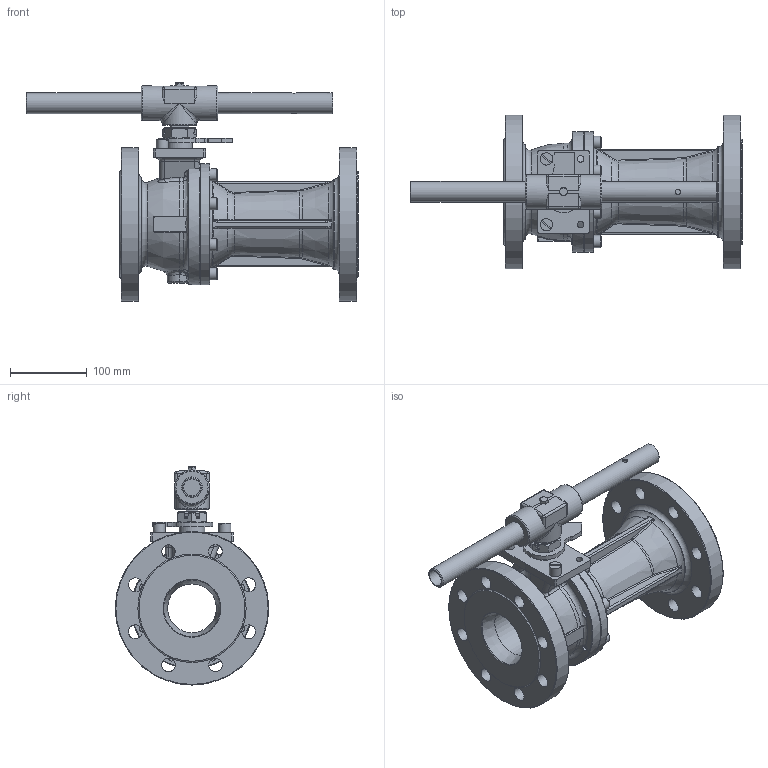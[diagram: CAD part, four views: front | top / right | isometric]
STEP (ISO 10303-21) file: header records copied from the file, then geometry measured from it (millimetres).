
FILE_DESCRIPTION((''),'2;1');
FILE_NAME('F54-30-D40.stp','2018-06-29T16:52:21',('10152264'),(''),'Autodesk Inventor 2012','Autodesk Inventor 2012','');
FILE_SCHEMA(('AUTOMOTIVE_DESIGN { 1 0 10303 214 1 1 1 1 }'));
Length unit declared in the file: inch
Products named in the file (1): F54-30-DN40_Shrinkwrap_1
Bounding box: 432.6 x 200 x 284.14 mm (x, y, z)
Volume: 3241052.9 mm3; surface area: 438568.6 mm2
Topology: 1 solids, 3 shells, 653 faces, 1625 edges, 1003 vertices
Faces by surface type: plane 256, cylinder 159, bspline 153, cone 45, torus 36, sphere 4
Full cylindrical faces by diameter (mm): 7 x2, 7.675 x1, 8.376 x12, 10 x8, 11.25 x8, 15.84 x1, 15.85 x1, 16 x8, 18 x16, 21.7 x2, 26.9 x2, 33.765 x1, 45 x2, 63.5 x1, 117.5 x1, 122 x1, 157.2 x2, 200 x2
Entity records: 23468 total; most frequent: CARTESIAN_POINT 8713, ORIENTED_EDGE 2940, DIRECTION 2653, EDGE_CURVE 1470, AXIS2_PLACEMENT_3D 1059, VERTEX_POINT 957, EDGE_LOOP 857, FACE_OUTER_BOUND 653
